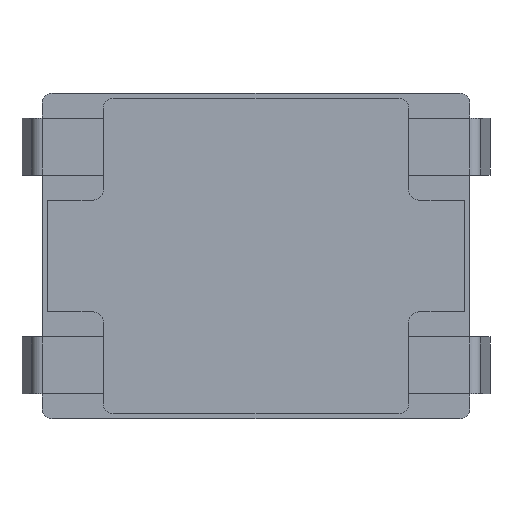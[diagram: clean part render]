
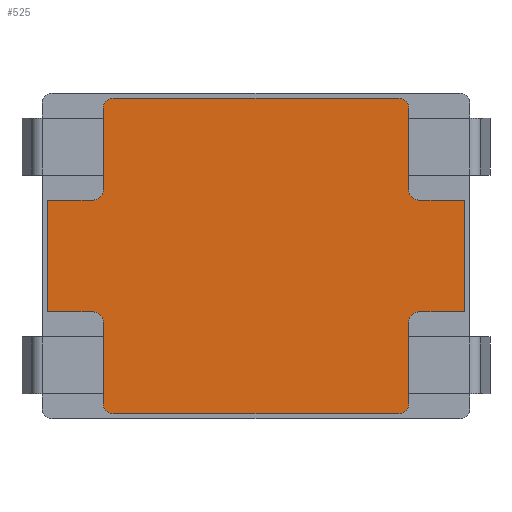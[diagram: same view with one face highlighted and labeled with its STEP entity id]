
A CAD part, front view. The second image highlights one B-rep face of the part: STEP entity #525.
In plain terms, the highlighted planar face has unit normal (0, -1, 0).
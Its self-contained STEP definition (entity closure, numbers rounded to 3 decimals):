
#525=ADVANCED_FACE('NONE',(#1285),#1286,.T.);
#1285=FACE_OUTER_BOUND('',#2271,.T.);
#1286=PLANE('',#2272);
#2271=EDGE_LOOP('',(#4161,#4162,#4163,#4164,#4165,#4166,#4167,#4168,#4169,#4170,#4171,#4172,#4173,#4174,#4175,#4176,#4177,#4178,#4179,#4180));
#2272=AXIS2_PLACEMENT_3D('',#4181,#4182,#4183);
#4161=ORIENTED_EDGE('',*,*,#6501,.F.);
#4162=ORIENTED_EDGE('',*,*,#6502,.T.);
#4163=ORIENTED_EDGE('',*,*,#6503,.T.);
#4164=ORIENTED_EDGE('',*,*,#6504,.T.);
#4165=ORIENTED_EDGE('',*,*,#6505,.T.);
#4166=ORIENTED_EDGE('',*,*,#6506,.T.);
#4167=ORIENTED_EDGE('',*,*,#6507,.F.);
#4168=ORIENTED_EDGE('',*,*,#6508,.F.);
#4169=ORIENTED_EDGE('',*,*,#6509,.F.);
#4170=ORIENTED_EDGE('',*,*,#6510,.F.);
#4171=ORIENTED_EDGE('',*,*,#6511,.T.);
#4172=ORIENTED_EDGE('',*,*,#6512,.T.);
#4173=ORIENTED_EDGE('',*,*,#6513,.T.);
#4174=ORIENTED_EDGE('',*,*,#6514,.T.);
#4175=ORIENTED_EDGE('',*,*,#6515,.T.);
#4176=ORIENTED_EDGE('',*,*,#6516,.F.);
#4177=ORIENTED_EDGE('',*,*,#6517,.F.);
#4178=ORIENTED_EDGE('',*,*,#6518,.F.);
#4179=ORIENTED_EDGE('',*,*,#6519,.F.);
#4180=ORIENTED_EDGE('',*,*,#6520,.F.);
#4181=CARTESIAN_POINT('',(2.0,0.0,-1.5));
#4182=DIRECTION('',(0.0,-1.0,0.0));
#4183=DIRECTION('',(0.0,0.0,-1.0));
#6501=EDGE_CURVE('NONE',#7872,#7873,#7874,.T.);
#6502=EDGE_CURVE('NONE',#7872,#7875,#7876,.T.);
#6503=EDGE_CURVE('NONE',#7875,#7877,#7878,.T.);
#6504=EDGE_CURVE('NONE',#7877,#7879,#7880,.T.);
#6505=EDGE_CURVE('NONE',#7879,#7881,#7882,.T.);
#6506=EDGE_CURVE('NONE',#7881,#7883,#7884,.T.);
#6507=EDGE_CURVE('NONE',#7885,#7883,#7886,.T.);
#6508=EDGE_CURVE('NONE',#7887,#7885,#7888,.T.);
#6509=EDGE_CURVE('NONE',#7889,#7887,#7890,.T.);
#6510=EDGE_CURVE('NONE',#7891,#7889,#7892,.T.);
#6511=EDGE_CURVE('NONE',#7891,#7893,#7894,.T.);
#6512=EDGE_CURVE('NONE',#7893,#7895,#7896,.T.);
#6513=EDGE_CURVE('NONE',#7895,#7897,#7898,.T.);
#6514=EDGE_CURVE('NONE',#7897,#7899,#7900,.T.);
#6515=EDGE_CURVE('NONE',#7899,#7901,#7902,.T.);
#6516=EDGE_CURVE('NONE',#7903,#7901,#7904,.T.);
#6517=EDGE_CURVE('NONE',#7905,#7903,#7906,.T.);
#6518=EDGE_CURVE('NONE',#7907,#7905,#7908,.T.);
#6519=EDGE_CURVE('NONE',#7909,#7907,#7910,.T.);
#6520=EDGE_CURVE('NONE',#7873,#7909,#7911,.T.);
#7872=VERTEX_POINT('NONE',#9693);
#7873=VERTEX_POINT('NONE',#9694);
#7874=LINE('',#9695,#9696);
#7875=VERTEX_POINT('NONE',#9697);
#7876=LINE('',#9698,#9699);
#7877=VERTEX_POINT('NONE',#9700);
#7878=CIRCLE('',#9701,0.1);
#7879=VERTEX_POINT('NONE',#9702);
#7880=LINE('',#9703,#9704);
#7881=VERTEX_POINT('NONE',#9705);
#7882=CIRCLE('',#9706,0.1);
#7883=VERTEX_POINT('NONE',#9707);
#7884=LINE('',#9708,#9709);
#7885=VERTEX_POINT('NONE',#9710);
#7886=CIRCLE('',#9711,0.1);
#7887=VERTEX_POINT('NONE',#9712);
#7888=LINE('',#9713,#9714);
#7889=VERTEX_POINT('NONE',#9715);
#7890=CIRCLE('',#9716,0.1);
#7891=VERTEX_POINT('NONE',#9717);
#7892=LINE('',#9718,#9719);
#7893=VERTEX_POINT('NONE',#9720);
#7894=LINE('',#9721,#9722);
#7895=VERTEX_POINT('NONE',#9723);
#7896=LINE('',#9724,#9725);
#7897=VERTEX_POINT('NONE',#9726);
#7898=CIRCLE('',#9727,0.1);
#7899=VERTEX_POINT('NONE',#9728);
#7900=LINE('',#9729,#9730);
#7901=VERTEX_POINT('NONE',#9731);
#7902=CIRCLE('',#9732,0.1);
#7903=VERTEX_POINT('NONE',#9733);
#7904=LINE('',#9734,#9735);
#7905=VERTEX_POINT('NONE',#9736);
#7906=CIRCLE('',#9737,0.1);
#7907=VERTEX_POINT('NONE',#9738);
#7908=LINE('',#9739,#9740);
#7909=VERTEX_POINT('NONE',#9741);
#7910=CIRCLE('',#9742,0.1);
#7911=LINE('',#9743,#9744);
#9693=CARTESIAN_POINT('',(2.05,0.0,0.55));
#9694=CARTESIAN_POINT('',(2.05,0.0,-0.55));
#9695=CARTESIAN_POINT('',(2.05,0.0,-0.55));
#9696=VECTOR('',#11586,1000.0);
#9697=CARTESIAN_POINT('',(1.6,0.0,0.55));
#9698=CARTESIAN_POINT('',(1.6,0.0,0.55));
#9699=VECTOR('',#11587,1000.0);
#9700=CARTESIAN_POINT('',(1.5,0.0,0.65));
#9701=AXIS2_PLACEMENT_3D('',#11588,#11589,#11590);
#9702=CARTESIAN_POINT('',(1.5,0.0,1.45));
#9703=CARTESIAN_POINT('',(1.5,0.0,1.45));
#9704=VECTOR('',#11591,1000.0);
#9705=CARTESIAN_POINT('',(1.4,0.0,1.55));
#9706=AXIS2_PLACEMENT_3D('',#11592,#11593,#11594);
#9707=CARTESIAN_POINT('',(-1.4,0.0,1.55));
#9708=CARTESIAN_POINT('',(0.0,0.0,1.55));
#9709=VECTOR('',#11595,1000.0);
#9710=CARTESIAN_POINT('',(-1.5,0.0,1.45));
#9711=AXIS2_PLACEMENT_3D('',#11596,#11597,#11598);
#9712=CARTESIAN_POINT('',(-1.5,0.0,0.65));
#9713=CARTESIAN_POINT('',(-1.5,0.0,1.45));
#9714=VECTOR('',#11599,1000.0);
#9715=CARTESIAN_POINT('',(-1.6,0.0,0.55));
#9716=AXIS2_PLACEMENT_3D('',#11600,#11601,#11602);
#9717=CARTESIAN_POINT('',(-2.05,0.0,0.55));
#9718=CARTESIAN_POINT('',(-1.6,0.0,0.55));
#9719=VECTOR('',#11603,1000.0);
#9720=CARTESIAN_POINT('',(-2.05,0.0,-0.55));
#9721=CARTESIAN_POINT('',(-2.05,0.0,-0.55));
#9722=VECTOR('',#11604,1000.0);
#9723=CARTESIAN_POINT('',(-1.6,0.0,-0.55));
#9724=CARTESIAN_POINT('',(-1.6,0.0,-0.55));
#9725=VECTOR('',#11605,1000.0);
#9726=CARTESIAN_POINT('',(-1.5,0.0,-0.65));
#9727=AXIS2_PLACEMENT_3D('',#11606,#11607,#11608);
#9728=CARTESIAN_POINT('',(-1.5,0.0,-1.45));
#9729=CARTESIAN_POINT('',(-1.5,0.0,-1.45));
#9730=VECTOR('',#11609,1000.0);
#9731=CARTESIAN_POINT('',(-1.4,0.0,-1.55));
#9732=AXIS2_PLACEMENT_3D('',#11610,#11611,#11612);
#9733=CARTESIAN_POINT('',(1.4,0.0,-1.55));
#9734=CARTESIAN_POINT('',(0.0,0.0,-1.55));
#9735=VECTOR('',#11613,1000.0);
#9736=CARTESIAN_POINT('',(1.5,0.0,-1.45));
#9737=AXIS2_PLACEMENT_3D('',#11614,#11615,#11616);
#9738=CARTESIAN_POINT('',(1.5,0.0,-0.65));
#9739=CARTESIAN_POINT('',(1.5,0.0,-1.45));
#9740=VECTOR('',#11617,1000.0);
#9741=CARTESIAN_POINT('',(1.6,0.0,-0.55));
#9742=AXIS2_PLACEMENT_3D('',#11618,#11619,#11620);
#9743=CARTESIAN_POINT('',(1.6,0.0,-0.55));
#9744=VECTOR('',#11621,1000.0);
#11586=DIRECTION('',(0.0,0.0,-1.0));
#11587=DIRECTION('',(-1.0,0.0,0.0));
#11588=CARTESIAN_POINT('',(1.6,0.0,0.65));
#11589=DIRECTION('',(0.0,1.0,0.0));
#11590=DIRECTION('',(0.0,0.0,-1.0));
#11591=DIRECTION('',(0.,0.0,1.0));
#11592=CARTESIAN_POINT('',(1.4,0.0,1.45));
#11593=DIRECTION('',(0.0,-1.0,0.0));
#11594=DIRECTION('',(0.0,0.0,1.0));
#11595=DIRECTION('',(-1.0,0.0,0.0));
#11596=CARTESIAN_POINT('',(-1.4,0.0,1.45));
#11597=DIRECTION('',(0.0,1.0,0.0));
#11598=DIRECTION('',(0.0,0.0,1.0));
#11599=DIRECTION('',(0.,0.0,1.0));
#11600=CARTESIAN_POINT('',(-1.6,0.0,0.65));
#11601=DIRECTION('',(0.0,-1.0,0.0));
#11602=DIRECTION('',(0.0,0.0,-1.0));
#11603=DIRECTION('',(1.0,0.0,0.0));
#11604=DIRECTION('',(0.0,0.0,-1.0));
#11605=DIRECTION('',(1.0,0.0,0.0));
#11606=CARTESIAN_POINT('',(-1.6,0.0,-0.65));
#11607=DIRECTION('',(0.0,1.0,0.0));
#11608=DIRECTION('',(0.0,0.0,1.0));
#11609=DIRECTION('',(0.,0.0,-1.0));
#11610=CARTESIAN_POINT('',(-1.4,0.0,-1.45));
#11611=DIRECTION('',(0.0,-1.0,0.0));
#11612=DIRECTION('',(0.0,0.0,-1.0));
#11613=DIRECTION('',(-1.0,0.0,0.0));
#11614=CARTESIAN_POINT('',(1.4,0.0,-1.45));
#11615=DIRECTION('',(0.0,1.0,0.0));
#11616=DIRECTION('',(0.0,0.0,-1.0));
#11617=DIRECTION('',(0.,0.0,-1.0));
#11618=CARTESIAN_POINT('',(1.6,0.0,-0.65));
#11619=DIRECTION('',(0.0,-1.0,0.0));
#11620=DIRECTION('',(0.0,0.0,1.0));
#11621=DIRECTION('',(-1.0,0.0,0.0));
